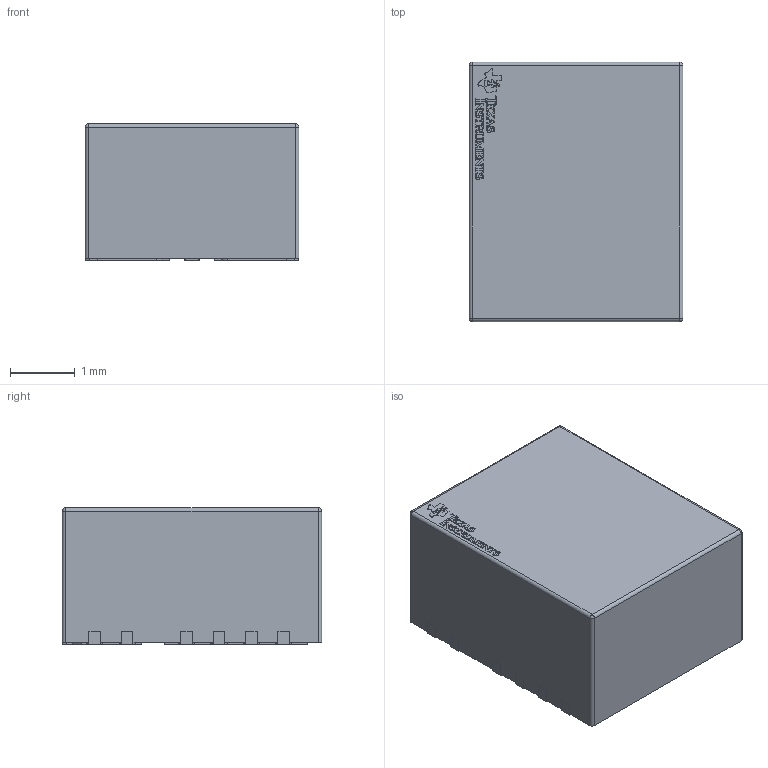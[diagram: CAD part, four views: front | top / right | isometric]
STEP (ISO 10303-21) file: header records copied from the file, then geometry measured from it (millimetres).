
FILE_DESCRIPTION(/* description */ (''),/* implementation_level */ '2;1');
FILE_NAME(/* name */ 'RDX0007A.stp',/* time_stamp */ '2022-10-19T22:48:37+03:00',/* author */ ('thall'),/* organization */ (''),/* preprocessor_version */ 'ST-DEVELOPER v18.1',/* originating_system */ 'Autodesk Inventor 2021',/* authorisation */ '');
FILE_SCHEMA (('AUTOMOTIVE_DESIGN { 1 0 10303 214 3 1 1 }'));
Length unit declared in the file: millimetre
Products named in the file (4): RDX0007A; Package; Pins; Logo
Assembly tree (3 placements, depth 2):
  RDX0007A
    Package
    Pins
    Logo
Bounding box: 3.3 x 4 x 2.1 mm (x, y, z)
Volume: 27.6 mm3; surface area: 80.9 mm2
Topology: 27 solids, 27 shells, 697 faces, 1914 edges, 1272 vertices
Faces by surface type: plane 505, bspline 166, cylinder 22, sphere 4
Entity records: 24146 total; most frequent: CARTESIAN_POINT 7344, ORIENTED_EDGE 3828, DIRECTION 2718, EDGE_CURVE 1914, LINE 1538, VECTOR 1538, VERTEX_POINT 1272, EDGE_LOOP 702
